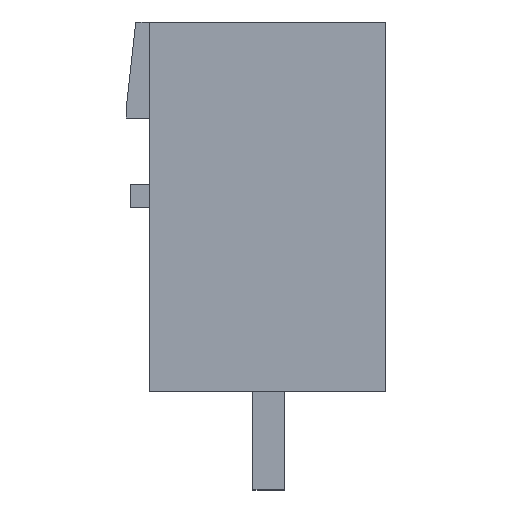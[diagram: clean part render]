
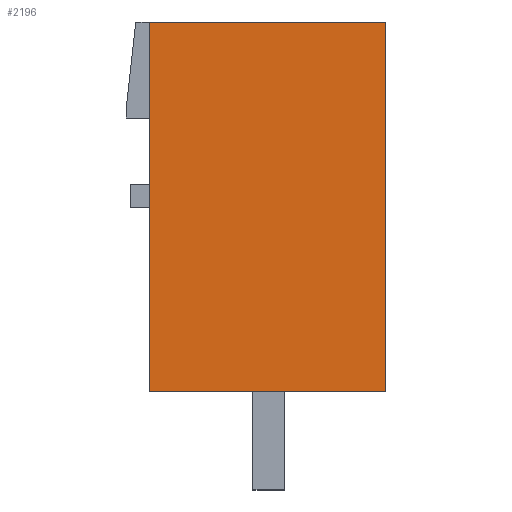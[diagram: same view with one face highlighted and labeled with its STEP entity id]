
A CAD part, left-side view. The second image highlights one B-rep face of the part: STEP entity #2196.
In plain terms, the highlighted planar face has unit normal (-1, 0, 0).
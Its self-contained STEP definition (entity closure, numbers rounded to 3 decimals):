
#2176=AXIS2_PLACEMENT_3D('Plane Axis2P3D',#2173,#2174,#2175) ;
#913=CARTESIAN_POINT('Vertex',(0.,0.,3.2)) ;
#916=CARTESIAN_POINT('Line Origine',(0.,3.84,3.2)) ;
#920=CARTESIAN_POINT('Vertex',(0.,7.68,3.2)) ;
#1357=CARTESIAN_POINT('Vertex',(0.,0.,15.2)) ;
#1360=CARTESIAN_POINT('Line Origine',(0.,0.,9.2)) ;
#2173=CARTESIAN_POINT('Axis2P3D Location',(0.,-1.5,3.2)) ;
#2178=CARTESIAN_POINT('Line Origine',(0.,7.68,9.2)) ;
#2182=CARTESIAN_POINT('Vertex',(0.,7.68,15.2)) ;
#2185=CARTESIAN_POINT('Line Origine',(0.,3.84,15.2)) ;
#917=DIRECTION('Vector Direction',(0.,-1.,0.)) ;
#1361=DIRECTION('Vector Direction',(0.,0.,-1.)) ;
#2174=DIRECTION('Axis2P3D Direction',(-1.,0.,0.)) ;
#2175=DIRECTION('Axis2P3D XDirection',(0.,0.,1.)) ;
#2179=DIRECTION('Vector Direction',(0.,0.,-1.)) ;
#2186=DIRECTION('Vector Direction',(0.,-1.,0.)) ;
#918=VECTOR('Line Direction',#917,1.) ;
#1362=VECTOR('Line Direction',#1361,1.) ;
#2180=VECTOR('Line Direction',#2179,1.) ;
#2187=VECTOR('Line Direction',#2186,1.) ;
#2191=ORIENTED_EDGE('',*,*,#2184,.T.) ;
#2192=ORIENTED_EDGE('',*,*,#922,.T.) ;
#2193=ORIENTED_EDGE('',*,*,#1364,.T.) ;
#2194=ORIENTED_EDGE('',*,*,#2189,.T.) ;
#2196=ADVANCED_FACE('HOUSING',(#2195),#2177,.T.) ;
#922=EDGE_CURVE('',#921,#914,#919,.T.) ;
#1364=EDGE_CURVE('',#914,#1358,#1363,.F.) ;
#2184=EDGE_CURVE('',#2183,#921,#2181,.T.) ;
#2189=EDGE_CURVE('',#1358,#2183,#2188,.F.) ;
#2190=EDGE_LOOP('',(#2191,#2192,#2193,#2194)) ;
#2195=FACE_OUTER_BOUND('',#2190,.T.) ;
#919=LINE('Line',#916,#918) ;
#1363=LINE('Line',#1360,#1362) ;
#2181=LINE('Line',#2178,#2180) ;
#2188=LINE('Line',#2185,#2187) ;
#2177=PLANE('',#2176) ;
#914=VERTEX_POINT('',#913) ;
#921=VERTEX_POINT('',#920) ;
#1358=VERTEX_POINT('',#1357) ;
#2183=VERTEX_POINT('',#2182) ;
